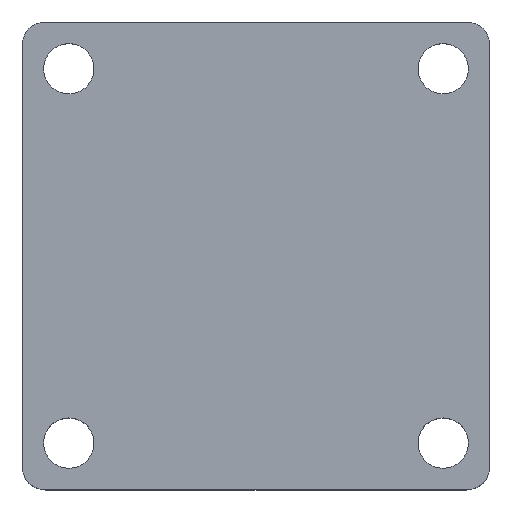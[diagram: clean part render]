
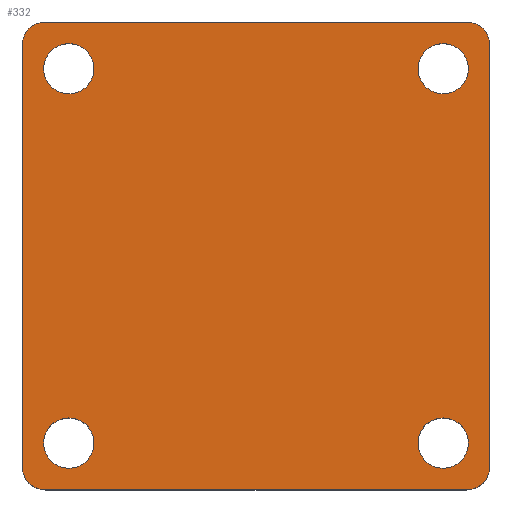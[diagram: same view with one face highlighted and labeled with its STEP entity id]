
A CAD part, top view. The second image highlights one B-rep face of the part: STEP entity #332.
In plain terms, the highlighted planar face has unit normal (0, 0, 1).
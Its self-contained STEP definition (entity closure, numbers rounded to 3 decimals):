
#27=FACE_BOUND('',#71,.T.);
#28=FACE_BOUND('',#72,.T.);
#29=FACE_BOUND('',#73,.T.);
#30=FACE_BOUND('',#74,.T.);
#36=PLANE('',#378);
#47=FACE_OUTER_BOUND('',#70,.T.);
#70=EDGE_LOOP('',(#261,#262,#263,#264,#265,#266,#267,#268));
#71=EDGE_LOOP('',(#269));
#72=EDGE_LOOP('',(#270));
#73=EDGE_LOOP('',(#271));
#74=EDGE_LOOP('',(#272));
#96=LINE('',#557,#121);
#97=LINE('',#561,#122);
#98=LINE('',#565,#123);
#99=LINE('',#568,#124);
#121=VECTOR('',#452,10.);
#122=VECTOR('',#455,10.);
#123=VECTOR('',#458,10.);
#124=VECTOR('',#461,10.);
#150=CIRCLE('',#379,2.);
#151=CIRCLE('',#380,2.);
#152=CIRCLE('',#381,2.);
#153=CIRCLE('',#382,2.);
#154=CIRCLE('',#383,2.15);
#155=CIRCLE('',#384,2.15);
#156=CIRCLE('',#385,2.15);
#157=CIRCLE('',#386,2.15);
#175=VERTEX_POINT('',#553);
#176=VERTEX_POINT('',#554);
#177=VERTEX_POINT('',#556);
#178=VERTEX_POINT('',#558);
#179=VERTEX_POINT('',#560);
#180=VERTEX_POINT('',#562);
#181=VERTEX_POINT('',#564);
#182=VERTEX_POINT('',#566);
#183=VERTEX_POINT('',#569);
#184=VERTEX_POINT('',#571);
#185=VERTEX_POINT('',#573);
#186=VERTEX_POINT('',#575);
#209=EDGE_CURVE('',#175,#176,#150,.T.);
#210=EDGE_CURVE('',#176,#177,#96,.T.);
#211=EDGE_CURVE('',#177,#178,#151,.T.);
#212=EDGE_CURVE('',#178,#179,#97,.T.);
#213=EDGE_CURVE('',#179,#180,#152,.T.);
#214=EDGE_CURVE('',#180,#181,#98,.T.);
#215=EDGE_CURVE('',#181,#182,#153,.T.);
#216=EDGE_CURVE('',#182,#175,#99,.T.);
#217=EDGE_CURVE('',#183,#183,#154,.T.);
#218=EDGE_CURVE('',#184,#184,#155,.T.);
#219=EDGE_CURVE('',#185,#185,#156,.T.);
#220=EDGE_CURVE('',#186,#186,#157,.T.);
#261=ORIENTED_EDGE('',*,*,#209,.T.);
#262=ORIENTED_EDGE('',*,*,#210,.T.);
#263=ORIENTED_EDGE('',*,*,#211,.T.);
#264=ORIENTED_EDGE('',*,*,#212,.T.);
#265=ORIENTED_EDGE('',*,*,#213,.T.);
#266=ORIENTED_EDGE('',*,*,#214,.T.);
#267=ORIENTED_EDGE('',*,*,#215,.T.);
#268=ORIENTED_EDGE('',*,*,#216,.T.);
#269=ORIENTED_EDGE('',*,*,#217,.T.);
#270=ORIENTED_EDGE('',*,*,#218,.T.);
#271=ORIENTED_EDGE('',*,*,#219,.T.);
#272=ORIENTED_EDGE('',*,*,#220,.T.);
#332=ADVANCED_FACE('',(#47,#27,#28,#29,#30),#36,.F.);
#378=AXIS2_PLACEMENT_3D('',#552,#448,#449);
#379=AXIS2_PLACEMENT_3D('',#555,#450,#451);
#380=AXIS2_PLACEMENT_3D('',#559,#453,#454);
#381=AXIS2_PLACEMENT_3D('',#563,#456,#457);
#382=AXIS2_PLACEMENT_3D('',#567,#459,#460);
#383=AXIS2_PLACEMENT_3D('',#570,#462,#463);
#384=AXIS2_PLACEMENT_3D('',#572,#464,#465);
#385=AXIS2_PLACEMENT_3D('',#574,#466,#467);
#386=AXIS2_PLACEMENT_3D('',#576,#468,#469);
#448=DIRECTION('center_axis',(0.,0.,-1.));
#449=DIRECTION('ref_axis',(-1.,0.,0.));
#450=DIRECTION('center_axis',(0.,0.,1.));
#451=DIRECTION('ref_axis',(-0.707,0.707,0.));
#452=DIRECTION('',(0.,-1.,0.));
#453=DIRECTION('center_axis',(0.,0.,1.));
#454=DIRECTION('ref_axis',(-0.707,-0.707,0.));
#455=DIRECTION('',(1.,0.,0.));
#456=DIRECTION('center_axis',(0.,0.,1.));
#457=DIRECTION('ref_axis',(0.707,-0.707,0.));
#458=DIRECTION('',(0.,1.,0.));
#459=DIRECTION('center_axis',(0.,0.,1.));
#460=DIRECTION('ref_axis',(0.707,0.707,0.));
#461=DIRECTION('',(-1.,0.,0.));
#462=DIRECTION('center_axis',(0.,0.,-1.));
#463=DIRECTION('ref_axis',(1.,0.,0.));
#464=DIRECTION('center_axis',(0.,0.,-1.));
#465=DIRECTION('ref_axis',(1.,0.,0.));
#466=DIRECTION('center_axis',(0.,0.,-1.));
#467=DIRECTION('ref_axis',(1.,0.,0.));
#468=DIRECTION('center_axis',(0.,0.,-1.));
#469=DIRECTION('ref_axis',(1.,0.,0.));
#552=CARTESIAN_POINT('Origin',(-40.,0.,3.));
#553=CARTESIAN_POINT('',(-58.,20.,3.));
#554=CARTESIAN_POINT('',(-60.,18.,3.));
#555=CARTESIAN_POINT('Origin',(-58.,18.,3.));
#556=CARTESIAN_POINT('',(-60.,-18.,3.));
#557=CARTESIAN_POINT('',(-60.,-20.,3.));
#558=CARTESIAN_POINT('',(-58.,-20.,3.));
#559=CARTESIAN_POINT('Origin',(-58.,-18.,3.));
#560=CARTESIAN_POINT('',(-22.,-20.,3.));
#561=CARTESIAN_POINT('',(-20.,-20.,3.));
#562=CARTESIAN_POINT('',(-20.,-18.,3.));
#563=CARTESIAN_POINT('Origin',(-22.,-18.,3.));
#564=CARTESIAN_POINT('',(-20.,18.,3.));
#565=CARTESIAN_POINT('',(-20.,20.,3.));
#566=CARTESIAN_POINT('',(-22.,20.,3.));
#567=CARTESIAN_POINT('Origin',(-22.,18.,3.));
#568=CARTESIAN_POINT('',(-60.,20.,3.));
#569=CARTESIAN_POINT('',(-58.15,-16.,3.));
#570=CARTESIAN_POINT('Origin',(-56.,-16.,3.));
#571=CARTESIAN_POINT('',(-58.15,16.,3.));
#572=CARTESIAN_POINT('Origin',(-56.,16.,3.));
#573=CARTESIAN_POINT('',(-26.15,-16.,3.));
#574=CARTESIAN_POINT('Origin',(-24.,-16.,3.));
#575=CARTESIAN_POINT('',(-26.15,16.,3.));
#576=CARTESIAN_POINT('Origin',(-24.,16.,3.));
